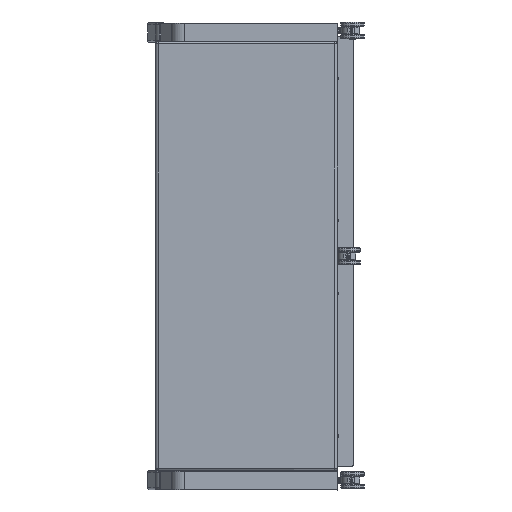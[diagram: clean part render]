
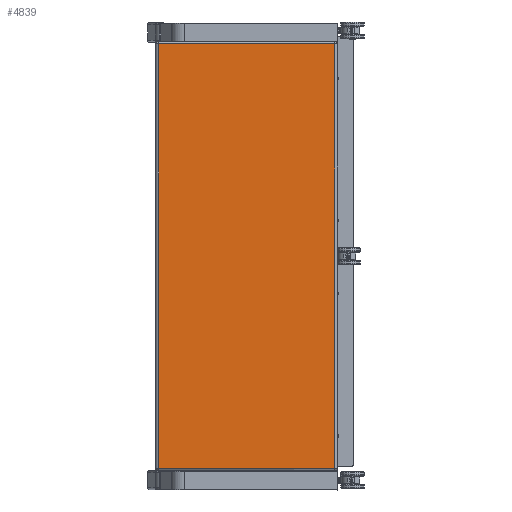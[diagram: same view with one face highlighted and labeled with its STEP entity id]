
A CAD part, left-side view. The second image highlights one B-rep face of the part: STEP entity #4839.
In plain terms, the highlighted face is planar.
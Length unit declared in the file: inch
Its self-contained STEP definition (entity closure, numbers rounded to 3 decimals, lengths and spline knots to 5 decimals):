
#491=PLANE('',#5386);
#641=FACE_OUTER_BOUND('',#963,.T.);
#963=EDGE_LOOP('',(#3536,#3537,#3538,#3539));
#1342=LINE('',#7685,#1672);
#1349=LINE('',#7735,#1679);
#1360=LINE('',#7771,#1690);
#1365=LINE('',#7784,#1695);
#1672=VECTOR('',#6076,0.3937);
#1679=VECTOR('',#6113,0.3937);
#1690=VECTOR('',#6152,26.5);
#1695=VECTOR('',#6169,0.3937);
#2264=VERTEX_POINT('',#7677);
#2266=VERTEX_POINT('',#7683);
#2276=VERTEX_POINT('',#7733);
#2287=VERTEX_POINT('',#7770);
#2730=EDGE_CURVE('',#2266,#2264,#1342,.T.);
#2748=EDGE_CURVE('',#2276,#2266,#1349,.T.);
#2765=EDGE_CURVE('',#2264,#2287,#1360,.T.);
#2772=EDGE_CURVE('',#2287,#2276,#1365,.T.);
#3536=ORIENTED_EDGE('',*,*,#2730,.F.);
#3537=ORIENTED_EDGE('',*,*,#2748,.F.);
#3538=ORIENTED_EDGE('',*,*,#2772,.F.);
#3539=ORIENTED_EDGE('',*,*,#2765,.F.);
#4839=ADVANCED_FACE('',(#641),#491,.T.);
#5386=AXIS2_PLACEMENT_3D('',#7783,#6167,#6168);
#6076=DIRECTION('',(-1.,0.,0.));
#6113=DIRECTION('',(0.,0.,-1.));
#6152=DIRECTION('',(0.,0.,1.));
#6167=DIRECTION('center_axis',(0.,-1.,0.));
#6168=DIRECTION('ref_axis',(0.,0.,-1.));
#6169=DIRECTION('',(1.,0.,0.));
#7677=CARTESIAN_POINT('',(20.0282,18.44801,3.15625));
#7683=CARTESIAN_POINT('',(42.2782,18.44801,3.15625));
#7685=CARTESIAN_POINT('',(35.46724,18.44801,3.15625));
#7733=CARTESIAN_POINT('',(42.2782,18.44801,56.75));
#7735=CARTESIAN_POINT('',(42.2782,18.44801,30.));
#7770=CARTESIAN_POINT('',(20.0282,18.44801,56.75));
#7771=CARTESIAN_POINT('',(20.0282,18.44801,30.25));
#7783=CARTESIAN_POINT('Origin',(40.7782,18.44801,30.));
#7784=CARTESIAN_POINT('',(35.3303,18.44801,56.75));
